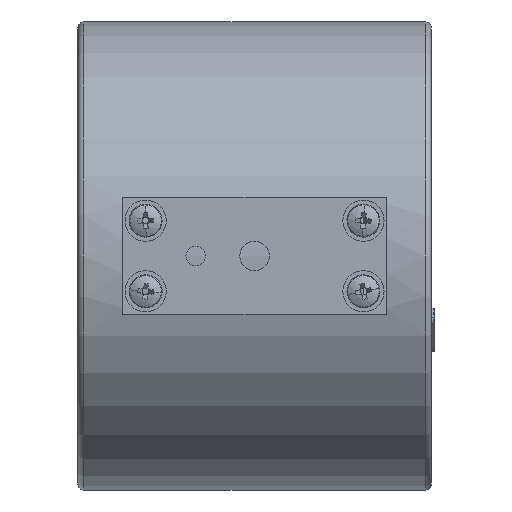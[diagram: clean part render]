
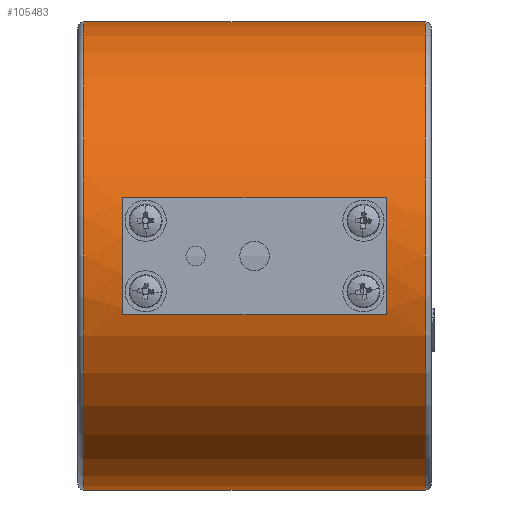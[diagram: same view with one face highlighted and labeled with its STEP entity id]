
A CAD part, front view. The second image highlights one B-rep face of the part: STEP entity #105483.
In plain terms, the highlighted cylindrical face has radius 39.75 mm (diameter 79.5 mm), a partial arc.
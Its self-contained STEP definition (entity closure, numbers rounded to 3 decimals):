
#177 = EDGE_CURVE ( 'NONE', #72705, #52779, #22709, .T. ) ;
#653 = DIRECTION ( 'NONE',  ( 1., 0., 0. ) ) ;
#1805 = VERTEX_POINT ( 'NONE', #92090 ) ;
#1806 = EDGE_LOOP ( 'NONE', ( #68998, #10913, #56439, #30841 ) ) ;
#2296 = DIRECTION ( 'NONE',  ( -1., 0., 0. ) ) ;
#5363 = CARTESIAN_POINT ( 'NONE',  ( 59., 0., 0. ) ) ;
#5476 = CARTESIAN_POINT ( 'NONE',  ( 7.5, -38.75, -8.86 ) ) ;
#5906 = VERTEX_POINT ( 'NONE', #56845 ) ;
#6095 = DIRECTION ( 'NONE',  ( -1., 0., 0. ) ) ;
#6873 = CARTESIAN_POINT ( 'NONE',  ( -29.089, 0., 0. ) ) ;
#8669 = CARTESIAN_POINT ( 'NONE',  ( 52.5, 0., 0. ) ) ;
#9677 = ORIENTED_EDGE ( 'NONE', *, *, #9867, .F. ) ;
#9790 = VECTOR ( 'NONE', #2296, 1000. ) ;
#9867 = EDGE_CURVE ( 'NONE', #40992, #58624, #59456, .T. ) ;
#10299 = LINE ( 'NONE', #42966, #9790 ) ;
#10913 = ORIENTED_EDGE ( 'NONE', *, *, #14806, .T. ) ;
#13374 = DIRECTION ( 'NONE',  ( 0., 0., 1. ) ) ;
#14445 = AXIS2_PLACEMENT_3D ( 'NONE', #82222, #43055, #26998 ) ;
#14806 = EDGE_CURVE ( 'NONE', #1805, #72705, #92475, .T. ) ;
#21116 = VECTOR ( 'NONE', #95751, 1000. ) ;
#22518 = CARTESIAN_POINT ( 'NONE',  ( 1., 0., -39.75 ) ) ;
#22709 = LINE ( 'NONE', #62359, #98613 ) ;
#22948 = FACE_BOUND ( 'NONE', #90569, .T. ) ;
#25186 = CARTESIAN_POINT ( 'NONE',  ( 52.5, -38.75, -8.86 ) ) ;
#26998 = DIRECTION ( 'NONE',  ( 0., 0., 1. ) ) ;
#30841 = ORIENTED_EDGE ( 'NONE', *, *, #90724, .F. ) ;
#38945 = LINE ( 'NONE', #47506, #21116 ) ;
#40992 = VERTEX_POINT ( 'NONE', #75887 ) ;
#42777 = VECTOR ( 'NONE', #50404, 1000. ) ;
#42966 = CARTESIAN_POINT ( 'NONE',  ( 52.5, -38.75, 8.86 ) ) ;
#43055 = DIRECTION ( 'NONE',  ( -1., 0., 0. ) ) ;
#47271 = DIRECTION ( 'NONE',  ( 1., 0., 0. ) ) ;
#47506 = CARTESIAN_POINT ( 'NONE',  ( -29.089, 0., -39.75 ) ) ;
#47597 = CYLINDRICAL_SURFACE ( 'NONE', #53135, 39.75 ) ;
#50404 = DIRECTION ( 'NONE',  ( -1., 0., 0. ) ) ;
#51480 = CARTESIAN_POINT ( 'NONE',  ( 52.5, -38.75, -8.86 ) ) ;
#52779 = VERTEX_POINT ( 'NONE', #97076 ) ;
#53135 = AXIS2_PLACEMENT_3D ( 'NONE', #6873, #87812, #79750 ) ;
#54300 = AXIS2_PLACEMENT_3D ( 'NONE', #67087, #653, #57404 ) ;
#56439 = ORIENTED_EDGE ( 'NONE', *, *, #177, .T. ) ;
#56845 = CARTESIAN_POINT ( 'NONE',  ( 52.5, -38.75, 8.86 ) ) ;
#57404 = DIRECTION ( 'NONE',  ( 0., 0., -1. ) ) ;
#58624 = VERTEX_POINT ( 'NONE', #5476 ) ;
#59456 = CIRCLE ( 'NONE', #54300, 39.75 ) ;
#62359 = CARTESIAN_POINT ( 'NONE',  ( -29.089, 0., 39.75 ) ) ;
#66617 = VERTEX_POINT ( 'NONE', #22518 ) ;
#67087 = CARTESIAN_POINT ( 'NONE',  ( 7.5, 0., 0. ) ) ;
#68998 = ORIENTED_EDGE ( 'NONE', *, *, #89536, .F. ) ;
#71756 = FACE_OUTER_BOUND ( 'NONE', #1806, .T. ) ;
#71974 = DIRECTION ( 'NONE',  ( 0., 0., -1. ) ) ;
#72705 = VERTEX_POINT ( 'NONE', #97991 ) ;
#75887 = CARTESIAN_POINT ( 'NONE',  ( 7.5, -38.75, 8.86 ) ) ;
#78121 = CIRCLE ( 'NONE', #105542, 39.75 ) ;
#79750 = DIRECTION ( 'NONE',  ( 0., 0., 1. ) ) ;
#81254 = CIRCLE ( 'NONE', #14445, 39.75 ) ;
#82222 = CARTESIAN_POINT ( 'NONE',  ( 1., 0., 0. ) ) ;
#85804 = DIRECTION ( 'NONE',  ( -1., 0., 0. ) ) ;
#85895 = EDGE_CURVE ( 'NONE', #102753, #58624, #99718, .T. ) ;
#87812 = DIRECTION ( 'NONE',  ( -1., 0., 0. ) ) ;
#89423 = ORIENTED_EDGE ( 'NONE', *, *, #95096, .F. ) ;
#89536 = EDGE_CURVE ( 'NONE', #1805, #66617, #38945, .T. ) ;
#90569 = EDGE_LOOP ( 'NONE', ( #89423, #101279, #90745, #9677 ) ) ;
#90707 = AXIS2_PLACEMENT_3D ( 'NONE', #5363, #85804, #13374 ) ;
#90724 = EDGE_CURVE ( 'NONE', #66617, #52779, #81254, .T. ) ;
#90745 = ORIENTED_EDGE ( 'NONE', *, *, #85895, .T. ) ;
#92090 = CARTESIAN_POINT ( 'NONE',  ( 59., 0., -39.75 ) ) ;
#92475 = CIRCLE ( 'NONE', #90707, 39.75 ) ;
#95096 = EDGE_CURVE ( 'NONE', #5906, #40992, #10299, .T. ) ;
#95751 = DIRECTION ( 'NONE',  ( -1., 0., 0. ) ) ;
#97076 = CARTESIAN_POINT ( 'NONE',  ( 1., 0., 39.75 ) ) ;
#97991 = CARTESIAN_POINT ( 'NONE',  ( 59., 0., 39.75 ) ) ;
#98613 = VECTOR ( 'NONE', #6095, 1000. ) ;
#99393 = EDGE_CURVE ( 'NONE', #5906, #102753, #78121, .T. ) ;
#99718 = LINE ( 'NONE', #51480, #42777 ) ;
#101279 = ORIENTED_EDGE ( 'NONE', *, *, #99393, .T. ) ;
#102753 = VERTEX_POINT ( 'NONE', #25186 ) ;
#105483 = ADVANCED_FACE ( 'NONE', ( #71756, #22948 ), #47597, .T. ) ;
#105542 = AXIS2_PLACEMENT_3D ( 'NONE', #8669, #47271, #71974 ) ;
